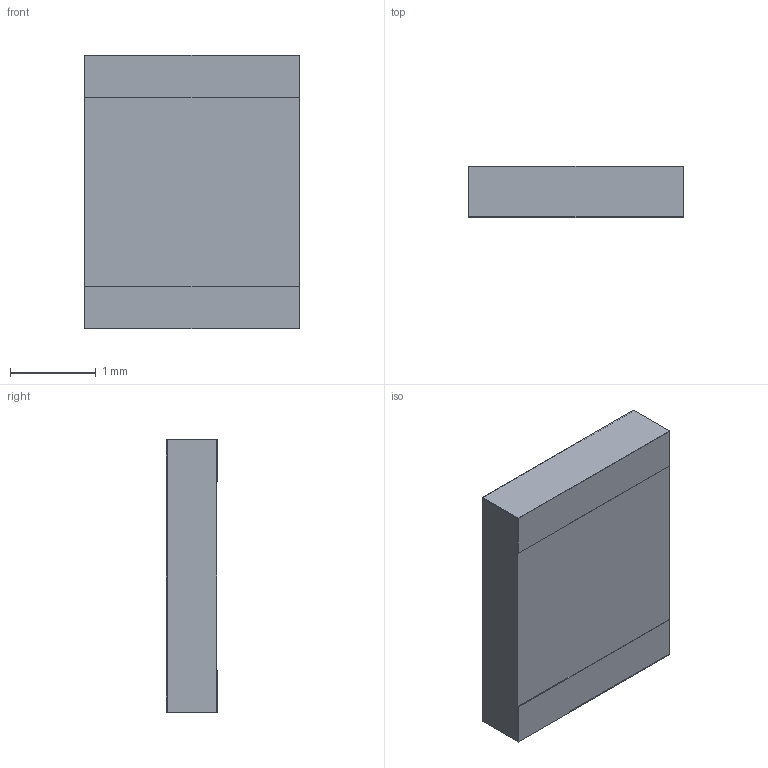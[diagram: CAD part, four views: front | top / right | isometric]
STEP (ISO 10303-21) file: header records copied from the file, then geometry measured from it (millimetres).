
FILE_DESCRIPTION (( 'STEP AP214' ), '1' );
FILE_NAME ('3CA5BCB0-D3CC-40B3-ABE3-FE47531B7995.STEP', '2025-09-09T14:45:49', ( '' ), ( '' ), 'SwSTEP 2.0', 'SolidWorks 2022', '' );
FILE_SCHEMA (( 'AUTOMOTIVE_DESIGN' ));
Length unit declared in the file: millimetre
Products named in the file (1): 3CA5BCB0-D3CC-40B3-ABE3-FE47531B7995
Bounding box: 2.5 x 0.6 x 3.2 mm (x, y, z)
Volume: 4.7 mm3; surface area: 49.3 mm2
Topology: 4 solids, 4 shells, 82 faces, 207 edges, 138 vertices
Faces by surface type: plane 59, bspline 23
Entity records: 4177 total; most frequent: CARTESIAN_POINT 1843, ORIENTED_EDGE 414, DIRECTION 281, EDGE_CURVE 207, LINE 161, VECTOR 161, VERTEX_POINT 138, EDGE_LOOP 87
